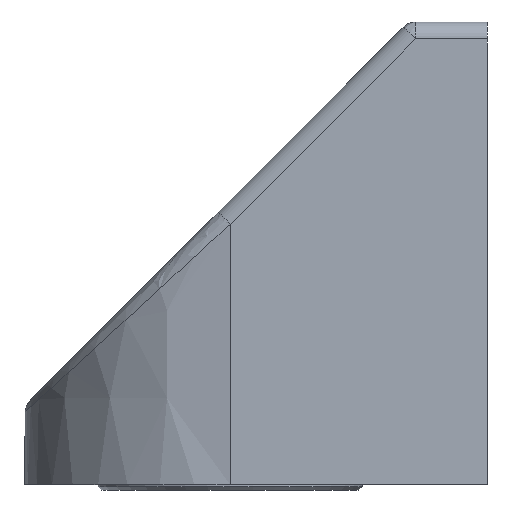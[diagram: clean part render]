
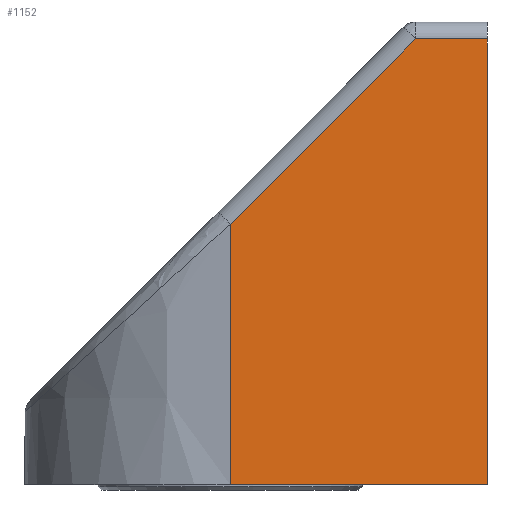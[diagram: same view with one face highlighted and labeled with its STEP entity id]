
A CAD part, front view. The second image highlights one B-rep face of the part: STEP entity #1152.
In plain terms, the highlighted planar face has unit normal (0, -1, 0.009).
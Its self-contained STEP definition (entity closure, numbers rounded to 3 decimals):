
#12 = EDGE_CURVE ( 'NONE', #2715, #2911, #75, .T. ) ;
#38 = EDGE_CURVE ( 'NONE', #1183, #2715, #279, .T. ) ;
#45 = CARTESIAN_POINT ( 'NONE',  ( 0., -12., 0. ) ) ;
#51 = DIRECTION ( 'NONE',  ( 0., -0.009, -1. ) ) ;
#75 = LINE ( 'NONE', #1669, #2344 ) ;
#108 = EDGE_CURVE ( 'NONE', #2911, #2370, #2187, .T. ) ;
#141 = EDGE_CURVE ( 'NONE', #2370, #947, #229, .T. ) ;
#153 = EDGE_CURVE ( 'NONE', #947, #1183, #197, .T. ) ;
#197 = LINE ( 'NONE', #2547, #2058 ) ;
#229 = LINE ( 'NONE', #2609, #959 ) ;
#233 = FACE_OUTER_BOUND ( 'NONE', #1994, .T. ) ;
#279 = LINE ( 'NONE', #1565, #2320 ) ;
#452 = CARTESIAN_POINT ( 'NONE',  ( 0., -11.867, 15.211 ) ) ;
#555 = CARTESIAN_POINT ( 'NONE',  ( 15., -12., 0. ) ) ;
#837 = CARTESIAN_POINT ( 'NONE',  ( 10.798, -11.773, 26.009 ) ) ;
#947 = VERTEX_POINT ( 'NONE', #555 ) ;
#959 = VECTOR ( 'NONE', #2600, 1000. ) ;
#1152 = ADVANCED_FACE ( 'NONE', ( #233 ), #2617, .T. ) ;
#1183 = VERTEX_POINT ( 'NONE', #2503 ) ;
#1374 = CARTESIAN_POINT ( 'NONE',  ( 0., -12., 0. ) ) ;
#1554 = DIRECTION ( 'NONE',  ( -1., 0., 0. ) ) ;
#1565 = CARTESIAN_POINT ( 'NONE',  ( 15., -11.773, 26.009 ) ) ;
#1669 = CARTESIAN_POINT ( 'NONE',  ( 10.798, -11.773, 26.009 ) ) ;
#1757 = DIRECTION ( 'NONE',  ( -0.707, -0.006, -0.707 ) ) ;
#1994 = EDGE_LOOP ( 'NONE', ( #2868, #2467, #2913, #2949, #2228 ) ) ;
#2058 = VECTOR ( 'NONE', #2544, 1000. ) ;
#2187 = LINE ( 'NONE', #45, #2194 ) ;
#2194 = VECTOR ( 'NONE', #51, 1000. ) ;
#2228 = ORIENTED_EDGE ( 'NONE', *, *, #12, .T. ) ;
#2249 = AXIS2_PLACEMENT_3D ( 'NONE', #2592, #2441, #2533 ) ;
#2320 = VECTOR ( 'NONE', #1554, 1000. ) ;
#2344 = VECTOR ( 'NONE', #1757, 1000. ) ;
#2370 = VERTEX_POINT ( 'NONE', #1374 ) ;
#2441 = DIRECTION ( 'NONE',  ( 0., -1., 0.009 ) ) ;
#2467 = ORIENTED_EDGE ( 'NONE', *, *, #141, .T. ) ;
#2503 = CARTESIAN_POINT ( 'NONE',  ( 15., -11.773, 26.009 ) ) ;
#2533 = DIRECTION ( 'NONE',  ( 0., -0.009, -1. ) ) ;
#2544 = DIRECTION ( 'NONE',  ( 0., 0.009, 1. ) ) ;
#2547 = CARTESIAN_POINT ( 'NONE',  ( 15., -12., 0. ) ) ;
#2592 = CARTESIAN_POINT ( 'NONE',  ( 15., -12., 0. ) ) ;
#2600 = DIRECTION ( 'NONE',  ( 1., 0., 0. ) ) ;
#2609 = CARTESIAN_POINT ( 'NONE',  ( 15., -12., 0. ) ) ;
#2617 = PLANE ( 'NONE',  #2249 ) ;
#2715 = VERTEX_POINT ( 'NONE', #837 ) ;
#2868 = ORIENTED_EDGE ( 'NONE', *, *, #108, .T. ) ;
#2911 = VERTEX_POINT ( 'NONE', #452 ) ;
#2913 = ORIENTED_EDGE ( 'NONE', *, *, #153, .T. ) ;
#2949 = ORIENTED_EDGE ( 'NONE', *, *, #38, .T. ) ;
